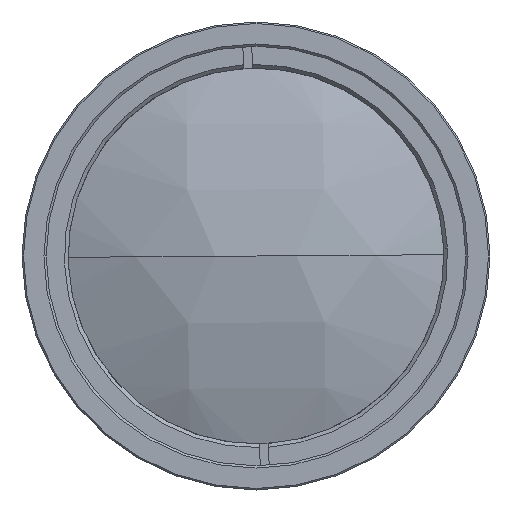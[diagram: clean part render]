
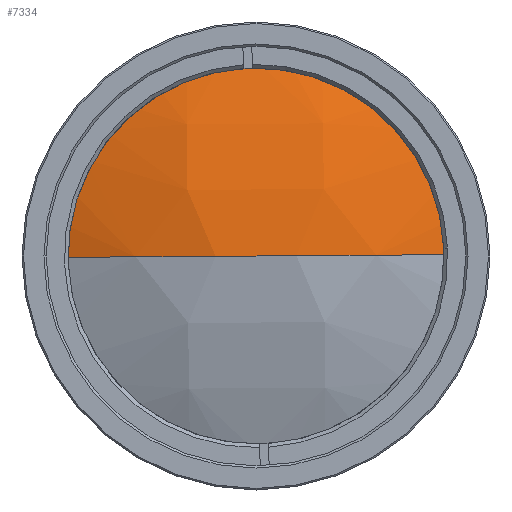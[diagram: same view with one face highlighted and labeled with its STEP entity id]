
A CAD part, left-side view. The second image highlights one B-rep face of the part: STEP entity #7334.
In plain terms, the highlighted free-form (B-spline) face has degree [3, 3] with [4, 4] control points.
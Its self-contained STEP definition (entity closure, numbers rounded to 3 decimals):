
#369 = VERTEX_POINT ( 'NONE', #11816 ) ;
#641 = CIRCLE ( 'NONE', #2157, 66.395 ) ;
#734 = CARTESIAN_POINT ( 'NONE',  ( -61.415, -26.499, 0.181 ) ) ;
#934 = CARTESIAN_POINT ( 'NONE',  ( -63.178, -9.282, 27.515 ) ) ;
#1680 = EDGE_CURVE ( 'NONE', #369, #7428, #9088, .T. ) ;
#1950 = CARTESIAN_POINT ( 'NONE',  ( -63.178, 9.658, 27.386 ) ) ;
#2157 = AXIS2_PLACEMENT_3D ( 'NONE', #5725, #5890, #15624 ) ;
#2456 = CARTESIAN_POINT ( 'NONE',  ( -61.415, 0., 0. ) ) ;
#2783 = EDGE_CURVE ( 'NONE', #369, #12526, #641, .T. ) ;
#2968 = ORIENTED_EDGE ( 'NONE', *, *, #11777, .F. ) ;
#3457 = CARTESIAN_POINT ( 'NONE',  ( -61.415, 0., 0. ) ) ;
#3697 = DIRECTION ( 'NONE',  ( 0., -0.007, -1. ) ) ;
#4360 = CARTESIAN_POINT ( 'NONE',  ( -68.929, 9.47, -0.065 ) ) ;
#4428 = CARTESIAN_POINT ( 'NONE',  ( -61.284, -26.799, 0.183 ) ) ;
#5717 = CARTESIAN_POINT ( 'NONE',  ( -68.929, 9.535, 9.418 ) ) ;
#5725 = CARTESIAN_POINT ( 'NONE',  ( -0.538, 0., 0. ) ) ;
#5890 = DIRECTION ( 'NONE',  ( 0., 0.007, 1. ) ) ;
#6130 =( BOUNDED_SURFACE ( )  B_SPLINE_SURFACE ( 3, 3, ( 
 ( #9217, #9530, #10588, #15466 ),
 ( #4360, #5717, #9448, #1950 ),
 ( #15687, #8314, #15548, #934 ),
 ( #4428, #9368, #14305, #10669 ) ),
 .UNSPECIFIED., .F., .F., .F. ) 
 B_SPLINE_SURFACE_WITH_KNOTS ( ( 4, 4 ),
 ( 4, 4 ),
 ( 0., 1. ),
 ( 0., 1. ),
 .UNSPECIFIED. ) 
 GEOMETRIC_REPRESENTATION_ITEM ( )  RATIONAL_B_SPLINE_SURFACE ( (
 ( 1., 0.986, 0.986, 1.),
 ( 0.943, 0.93, 0.93, 0.943),
 ( 0.943, 0.93, 0.93, 0.943),
 ( 1., 0.986, 0.986, 1.) ) ) 
 REPRESENTATION_ITEM ( '' )  SURFACE ( )  );
#6900 = CIRCLE ( 'NONE', #8203, 26.5 ) ;
#7334 = ADVANCED_FACE ( 'NONE', ( #11860 ), #6130, .T. ) ;
#7335 = DIRECTION ( 'NONE',  ( 1., 0., 0. ) ) ;
#7428 = VERTEX_POINT ( 'NONE', #14877 ) ;
#8203 = AXIS2_PLACEMENT_3D ( 'NONE', #2456, #7335, #14897 ) ;
#8314 = CARTESIAN_POINT ( 'NONE',  ( -68.929, -9.405, 9.548 ) ) ;
#8851 = AXIS2_PLACEMENT_3D ( 'NONE', #3457, #12297, #3697 ) ;
#9088 = CIRCLE ( 'NONE', #8851, 26.5 ) ;
#9217 = CARTESIAN_POINT ( 'NONE',  ( -61.284, 26.799, -0.183 ) ) ;
#9368 = CARTESIAN_POINT ( 'NONE',  ( -61.284, -26.741, 8.606 ) ) ;
#9448 = CARTESIAN_POINT ( 'NONE',  ( -66.985, 9.599, 18.7 ) ) ;
#9530 = CARTESIAN_POINT ( 'NONE',  ( -61.284, 26.857, 8.24 ) ) ;
#9616 = ORIENTED_EDGE ( 'NONE', *, *, #2783, .T. ) ;
#10588 = CARTESIAN_POINT ( 'NONE',  ( -59.557, 26.913, 16.484 ) ) ;
#10669 = CARTESIAN_POINT ( 'NONE',  ( -56.176, -26.632, 24.565 ) ) ;
#11578 = EDGE_LOOP ( 'NONE', ( #12797, #9616, #2968 ) ) ;
#11777 = EDGE_CURVE ( 'NONE', #7428, #12526, #6900, .T. ) ;
#11816 = CARTESIAN_POINT ( 'NONE',  ( -61.415, 26.499, -0.181 ) ) ;
#11860 = FACE_OUTER_BOUND ( 'NONE', #11578, .T. ) ;
#12297 = DIRECTION ( 'NONE',  ( 1., 0., 0. ) ) ;
#12526 = VERTEX_POINT ( 'NONE', #734 ) ;
#12797 = ORIENTED_EDGE ( 'NONE', *, *, #1680, .F. ) ;
#14305 = CARTESIAN_POINT ( 'NONE',  ( -59.557, -26.685, 16.851 ) ) ;
#14877 = CARTESIAN_POINT ( 'NONE',  ( -61.415, 0.181, 26.499 ) ) ;
#14897 = DIRECTION ( 'NONE',  ( 0., -0.007, -1. ) ) ;
#15466 = CARTESIAN_POINT ( 'NONE',  ( -56.176, 26.966, 24.199 ) ) ;
#15548 = CARTESIAN_POINT ( 'NONE',  ( -66.985, -9.342, 18.83 ) ) ;
#15624 = DIRECTION ( 'NONE',  ( 0., 1., -0.007 ) ) ;
#15687 = CARTESIAN_POINT ( 'NONE',  ( -68.929, -9.47, 0.065 ) ) ;
